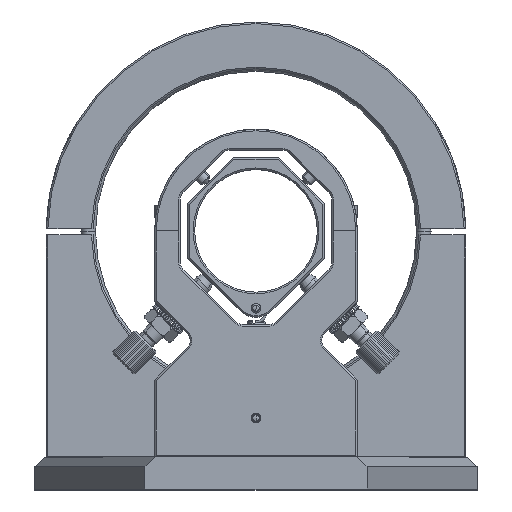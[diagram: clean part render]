
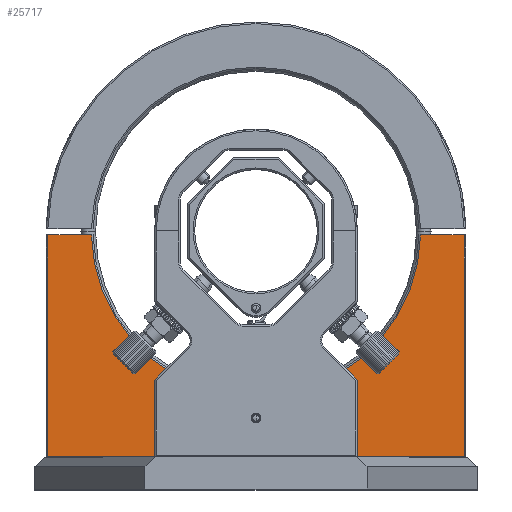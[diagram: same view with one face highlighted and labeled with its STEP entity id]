
A CAD part, top view. The second image highlights one B-rep face of the part: STEP entity #25717.
In plain terms, the highlighted planar face has unit normal (0, 0, 1).
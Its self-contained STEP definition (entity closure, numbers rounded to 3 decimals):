
#86 = CARTESIAN_POINT ( 'NONE',  ( 0., 0., -147.84 ) ) ;
#93 = LINE ( 'NONE', #10025, #20244 ) ;
#153 = VERTEX_POINT ( 'NONE', #10911 ) ;
#796 = EDGE_CURVE ( 'NONE', #2393, #29464, #12482, .T. ) ;
#1240 = EDGE_CURVE ( 'NONE', #13202, #153, #23203, .T. ) ;
#1318 = LINE ( 'NONE', #3917, #6749 ) ;
#1981 = ORIENTED_EDGE ( 'NONE', *, *, #29444, .T. ) ;
#2022 = DIRECTION ( 'NONE',  ( -1., 0., 0. ) ) ;
#2393 = VERTEX_POINT ( 'NONE', #15768 ) ;
#2991 = DIRECTION ( 'NONE',  ( -1., 0., 0. ) ) ;
#3169 = AXIS2_PLACEMENT_3D ( 'NONE', #12934, #29857, #2991 ) ;
#3694 = VECTOR ( 'NONE', #9868, 1000. ) ;
#3917 = CARTESIAN_POINT ( 'NONE',  ( 64.5, 0., -147.84 ) ) ;
#5613 = CARTESIAN_POINT ( 'NONE',  ( -64.5, -1., -147.84 ) ) ;
#6749 = VECTOR ( 'NONE', #20723, 1000. ) ;
#7008 = ORIENTED_EDGE ( 'NONE', *, *, #24216, .T. ) ;
#7113 = VECTOR ( 'NONE', #14742, 1000. ) ;
#7250 = ORIENTED_EDGE ( 'NONE', *, *, #796, .F. ) ;
#7427 = CARTESIAN_POINT ( 'NONE',  ( 65., -1., -147.84 ) ) ;
#8625 = CARTESIAN_POINT ( 'NONE',  ( -64.5, -69.5, -147.84 ) ) ;
#8739 = ORIENTED_EDGE ( 'NONE', *, *, #11968, .T. ) ;
#9187 = ORIENTED_EDGE ( 'NONE', *, *, #1240, .F. ) ;
#9868 = DIRECTION ( 'NONE',  ( 1., 0., 0. ) ) ;
#10025 = CARTESIAN_POINT ( 'NONE',  ( 64.5, -69.5, -147.84 ) ) ;
#10911 = CARTESIAN_POINT ( 'NONE',  ( -50.99, -1., -147.84 ) ) ;
#11968 = EDGE_CURVE ( 'NONE', #20606, #17608, #93, .T. ) ;
#12482 = LINE ( 'NONE', #7427, #3694 ) ;
#12934 = CARTESIAN_POINT ( 'NONE',  ( 0., 0., -147.84 ) ) ;
#13202 = VERTEX_POINT ( 'NONE', #5613 ) ;
#14408 = CARTESIAN_POINT ( 'NONE',  ( -64.5, 0., -147.84 ) ) ;
#14742 = DIRECTION ( 'NONE',  ( 0., -1., 0. ) ) ;
#15768 = CARTESIAN_POINT ( 'NONE',  ( 50.99, -1., -147.84 ) ) ;
#16212 = EDGE_CURVE ( 'NONE', #2393, #153, #19320, .T. ) ;
#17360 = PLANE ( 'NONE',  #31017 ) ;
#17608 = VERTEX_POINT ( 'NONE', #23659 ) ;
#17808 = EDGE_LOOP ( 'NONE', ( #7250, #27988, #9187, #7008, #8739, #1981 ) ) ;
#18160 = DIRECTION ( 'NONE',  ( 1., 0., 0. ) ) ;
#19320 = CIRCLE ( 'NONE', #3169, 51. ) ;
#19641 = LINE ( 'NONE', #14408, #7113 ) ;
#19990 = DIRECTION ( 'NONE',  ( 1., 0., 0. ) ) ;
#20244 = VECTOR ( 'NONE', #19990, 1000. ) ;
#20606 = VERTEX_POINT ( 'NONE', #8625 ) ;
#20723 = DIRECTION ( 'NONE',  ( 0., 1., 0. ) ) ;
#21940 = VECTOR ( 'NONE', #18160, 1000. ) ;
#23203 = LINE ( 'NONE', #30507, #21940 ) ;
#23659 = CARTESIAN_POINT ( 'NONE',  ( 64.5, -69.5, -147.84 ) ) ;
#24216 = EDGE_CURVE ( 'NONE', #13202, #20606, #19641, .T. ) ;
#24812 = FACE_OUTER_BOUND ( 'NONE', #17808, .T. ) ;
#25717 = ADVANCED_FACE ( 'NONE', ( #24812 ), #17360, .F. ) ;
#26054 = CARTESIAN_POINT ( 'NONE',  ( 64.5, -1., -147.84 ) ) ;
#27988 = ORIENTED_EDGE ( 'NONE', *, *, #16212, .T. ) ;
#29444 = EDGE_CURVE ( 'NONE', #17608, #29464, #1318, .T. ) ;
#29464 = VERTEX_POINT ( 'NONE', #26054 ) ;
#29706 = DIRECTION ( 'NONE',  ( 0., 0., -1. ) ) ;
#29857 = DIRECTION ( 'NONE',  ( 0., 0., -1. ) ) ;
#30507 = CARTESIAN_POINT ( 'NONE',  ( 65., -1., -147.84 ) ) ;
#31017 = AXIS2_PLACEMENT_3D ( 'NONE', #86, #29706, #2022 ) ;
